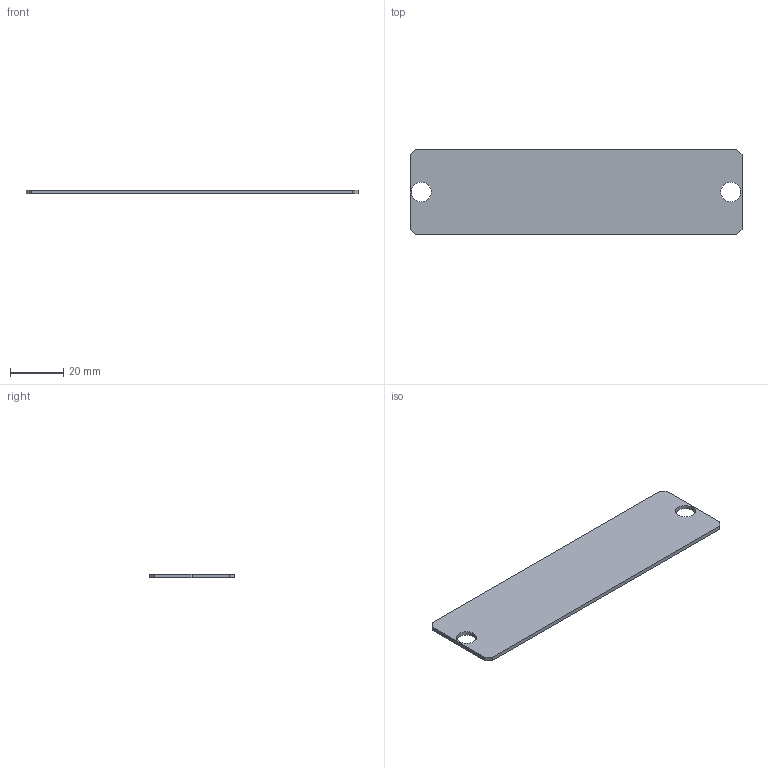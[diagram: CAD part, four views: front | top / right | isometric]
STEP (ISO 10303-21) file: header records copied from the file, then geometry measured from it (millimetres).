
FILE_DESCRIPTION (( 'STEP AP203' ), '1' );
FILE_NAME ('FOBX-P8-Z ITK Çàãëóøêà â 19 äþéìîâûé îïòè÷åñêèé ðàñïðåäåëèòåëüíûé êðîññ.STEP', '2017-09-12T10:53:30', ( '' ), ( '' ), 'SwSTEP 2.0', 'SolidWorks 2014', '' );
FILE_SCHEMA (( 'CONFIG_CONTROL_DESIGN' ));
Length unit declared in the file: millimetre
Products named in the file (2): FOBX-P8-Z ITK Çàãëóøêà â 19 äþéìîâûé îïòè÷åñêèé ðàñïðåäåëèòåëüíûé êðîññ
Bounding box: 125 x 32 x 1.5 mm (x, y, z)
Volume: 5855.5 mm3; surface area: 8341.9 mm2
Topology: 1 solids, 1 shells, 14 faces, 36 edges, 24 vertices
Faces by surface type: plane 10, cylinder 4
Entity records: 591 total; most frequent: DIRECTION 76, CARTESIAN_POINT 76, ORIENTED_EDGE 72, EDGE_CURVE 36, LINE 28, VECTOR 28, VERTEX_POINT 24, AXIS2_PLACEMENT_3D 24
